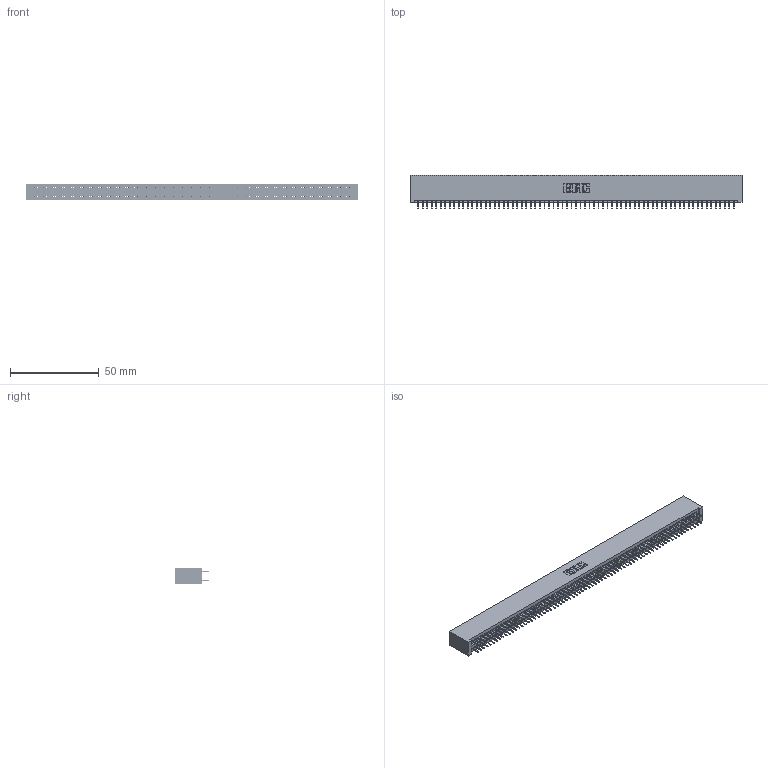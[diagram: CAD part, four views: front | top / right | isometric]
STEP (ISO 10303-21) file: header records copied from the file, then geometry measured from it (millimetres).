
FILE_DESCRIPTION (( 'STEP AP203' ), '1' );
FILE_NAME ('845-142-525-201.STEP', '2020-09-24T15:53:19', ( '' ), ( '' ), 'SwSTEP 2.0', 'SolidWorks 2020', '' );
FILE_SCHEMA (( 'CONFIG_CONTROL_DESIGN' ));
Length unit declared in the file: inch
Products named in the file (3): 845 Part_No Mounting Lugs; 345-292-001_345-293-125; 845-142-525-201
Assembly tree (143 placements, depth 2):
  845-142-525-201
    845 Part_No Mounting Lugs
    345-292-001_345-293-125  x142
Bounding box: 186.94 x 18.72 x 9.4 mm (x, y, z)
Volume: 18811.3 mm3; surface area: 27966.9 mm2
Topology: 143 solids, 143 shells, 7786 faces, 22043 edges, 14126 vertices
Faces by surface type: plane 5614, cylinder 2172
Entity records: 51601 total; most frequent: CARTESIAN_POINT 8620, ORIENTED_EDGE 8554, DIRECTION 7561, EDGE_CURVE 4277, VECTOR 3873, LINE 3873, VERTEX_POINT 2846, AXIS2_PLACEMENT_3D 1844
